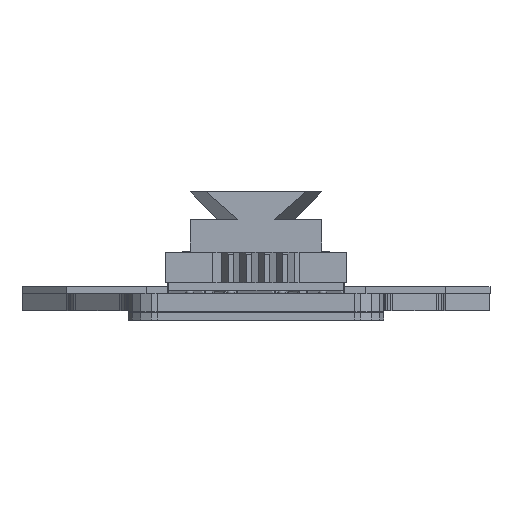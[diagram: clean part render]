
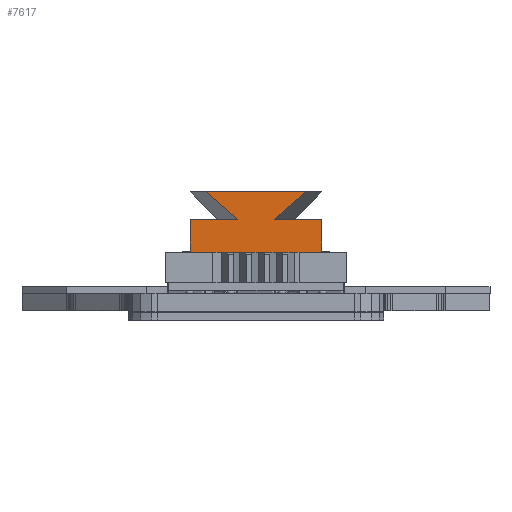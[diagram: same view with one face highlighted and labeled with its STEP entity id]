
A CAD part, left-side view. The second image highlights one B-rep face of the part: STEP entity #7617.
In plain terms, the highlighted planar face has unit normal (-1, 0, 0).
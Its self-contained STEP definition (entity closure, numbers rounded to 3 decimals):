
#7293 = VERTEX_POINT('',#7294);
#7294 = CARTESIAN_POINT('',(-3.9,0.68,0.825));
#7309 = VERTEX_POINT('',#7310);
#7310 = CARTESIAN_POINT('',(-3.9,0.247,0.45));
#7316 = EDGE_CURVE('',#7293,#7309,#7317,.T.);
#7317 = LINE('',#7318,#7319);
#7318 = CARTESIAN_POINT('',(-3.9,0.285,0.482));
#7319 = VECTOR('',#7320,1.);
#7320 = DIRECTION('',(0.,-0.756,-0.655));
#7331 = VERTEX_POINT('',#7332);
#7332 = CARTESIAN_POINT('',(-3.9,-0.68,0.825));
#7340 = EDGE_CURVE('',#7341,#7331,#7343,.T.);
#7341 = VERTEX_POINT('',#7342);
#7342 = CARTESIAN_POINT('',(-3.9,-0.247,0.45));
#7343 = LINE('',#7344,#7345);
#7344 = CARTESIAN_POINT('',(-3.9,0.113,0.138));
#7345 = VECTOR('',#7346,1.);
#7346 = DIRECTION('',(0.,-0.756,0.655));
#7395 = VERTEX_POINT('',#7396);
#7396 = CARTESIAN_POINT('',(-3.9,0.9,0.45));
#7402 = EDGE_CURVE('',#7309,#7395,#7403,.T.);
#7403 = LINE('',#7404,#7405);
#7404 = CARTESIAN_POINT('',(-3.9,0.713,0.45));
#7405 = VECTOR('',#7406,1.);
#7406 = DIRECTION('',(0.,1.,0.));
#7442 = EDGE_CURVE('',#7293,#7331,#7443,.T.);
#7443 = LINE('',#7444,#7445);
#7444 = CARTESIAN_POINT('',(-3.9,-0.9,0.825));
#7445 = VECTOR('',#7446,1.);
#7446 = DIRECTION('',(0.,-1.,0.));
#7539 = VERTEX_POINT('',#7540);
#7540 = CARTESIAN_POINT('',(-3.9,-0.9,0.45));
#7560 = EDGE_CURVE('',#7539,#7341,#7561,.T.);
#7561 = LINE('',#7562,#7563);
#7562 = CARTESIAN_POINT('',(-3.9,0.188,0.45));
#7563 = VECTOR('',#7564,1.);
#7564 = DIRECTION('',(0.,1.,0.));
#7617 = ADVANCED_FACE('',(#7618),#7647,.T.);
#7618 = FACE_BOUND('',#7619,.T.);
#7619 = EDGE_LOOP('',(#7620,#7621,#7629,#7637,#7643,#7644,#7645,#7646));
#7620 = ORIENTED_EDGE('',*,*,#7402,.T.);
#7621 = ORIENTED_EDGE('',*,*,#7622,.F.);
#7622 = EDGE_CURVE('',#7623,#7395,#7625,.T.);
#7623 = VERTEX_POINT('',#7624);
#7624 = CARTESIAN_POINT('',(-3.9,0.9,0.));
#7625 = LINE('',#7626,#7627);
#7626 = CARTESIAN_POINT('',(-3.9,0.9,0.));
#7627 = VECTOR('',#7628,1.);
#7628 = DIRECTION('',(0.,0.,1.));
#7629 = ORIENTED_EDGE('',*,*,#7630,.F.);
#7630 = EDGE_CURVE('',#7631,#7623,#7633,.T.);
#7631 = VERTEX_POINT('',#7632);
#7632 = CARTESIAN_POINT('',(-3.9,-0.9,0.));
#7633 = LINE('',#7634,#7635);
#7634 = CARTESIAN_POINT('',(-3.9,-0.9,0.));
#7635 = VECTOR('',#7636,1.);
#7636 = DIRECTION('',(0.,1.,0.));
#7637 = ORIENTED_EDGE('',*,*,#7638,.T.);
#7638 = EDGE_CURVE('',#7631,#7539,#7639,.T.);
#7639 = LINE('',#7640,#7641);
#7640 = CARTESIAN_POINT('',(-3.9,-0.9,0.));
#7641 = VECTOR('',#7642,1.);
#7642 = DIRECTION('',(0.,0.,1.));
#7643 = ORIENTED_EDGE('',*,*,#7560,.T.);
#7644 = ORIENTED_EDGE('',*,*,#7340,.T.);
#7645 = ORIENTED_EDGE('',*,*,#7442,.F.);
#7646 = ORIENTED_EDGE('',*,*,#7316,.T.);
#7647 = PLANE('',#7648);
#7648 = AXIS2_PLACEMENT_3D('',#7649,#7650,#7651);
#7649 = CARTESIAN_POINT('',(-3.9,0.9,0.));
#7650 = DIRECTION('',(-1.,0.,0.));
#7651 = DIRECTION('',(0.,-1.,0.));
